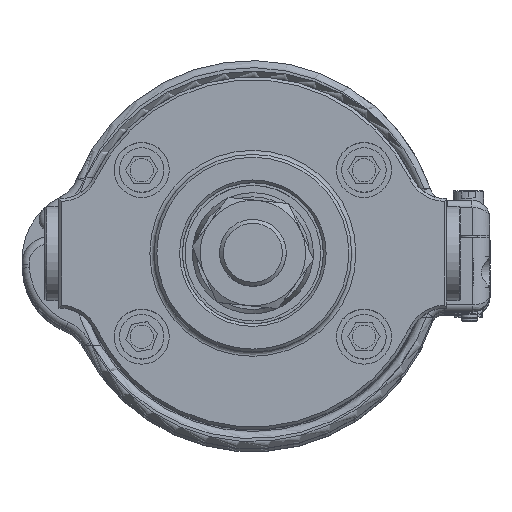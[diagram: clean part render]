
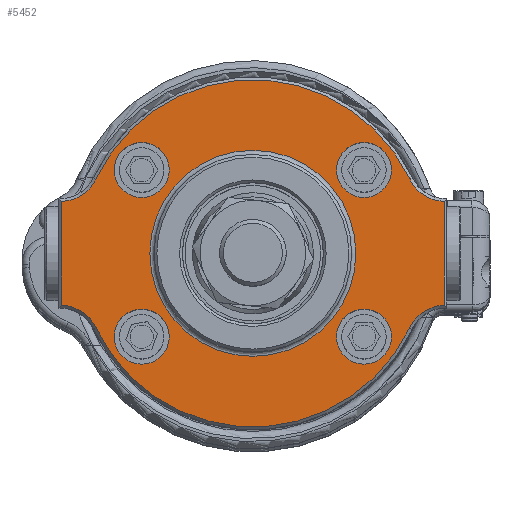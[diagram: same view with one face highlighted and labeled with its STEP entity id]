
A CAD part, top view. The second image highlights one B-rep face of the part: STEP entity #5452.
In plain terms, the highlighted planar face has unit normal (0, 0, 1).
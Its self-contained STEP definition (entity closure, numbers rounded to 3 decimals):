
#213 = DIRECTION ( 'NONE',  ( 0., 1., 0. ) ) ;
#1152 = AXIS2_PLACEMENT_3D ( 'NONE', #14125, #13786, #2284 ) ;
#1183 = VERTEX_POINT ( 'NONE', #15064 ) ;
#1633 = CIRCLE ( 'NONE', #6904, 31.242 ) ;
#1635 = DIRECTION ( 'NONE',  ( 1., 0., 0. ) ) ;
#1851 = CIRCLE ( 'NONE', #8767, 31.242 ) ;
#1903 = CARTESIAN_POINT ( 'NONE',  ( -20., -15., 25.4 ) ) ;
#1939 = ORIENTED_EDGE ( 'NONE', *, *, #5308, .F. ) ;
#1970 = CIRCLE ( 'NONE', #9716, 4.953 ) ;
#1995 = DIRECTION ( 'NONE',  ( 0., 0., -1. ) ) ;
#2023 = EDGE_CURVE ( 'NONE', #5279, #5681, #1633, .T. ) ;
#2035 = CARTESIAN_POINT ( 'NONE',  ( 34.417, 9.338, 25.4 ) ) ;
#2063 = EDGE_CURVE ( 'NONE', #13721, #13721, #8284, .T. ) ;
#2075 = DIRECTION ( 'NONE',  ( 1., 0., 0. ) ) ;
#2284 = DIRECTION ( 'NONE',  ( 1., 0., 0. ) ) ;
#2332 = ORIENTED_EDGE ( 'NONE', *, *, #2063, .F. ) ;
#2368 = FACE_BOUND ( 'NONE', #9031, .T. ) ;
#2448 = DIRECTION ( 'NONE',  ( 0., 0., 1. ) ) ;
#2622 = DIRECTION ( 'NONE',  ( 1., 0., 0. ) ) ;
#2922 = DIRECTION ( 'NONE',  ( 1., 0., 0. ) ) ;
#3063 = CARTESIAN_POINT ( 'NONE',  ( -34.649, -16.447, 25.4 ) ) ;
#3137 = AXIS2_PLACEMENT_3D ( 'NONE', #5159, #7998, #13263 ) ;
#3148 = AXIS2_PLACEMENT_3D ( 'NONE', #5728, #1995, #1635 ) ;
#3294 = VERTEX_POINT ( 'NONE', #6964 ) ;
#3351 = ORIENTED_EDGE ( 'NONE', *, *, #7301, .T. ) ;
#3597 = CARTESIAN_POINT ( 'NONE',  ( 28.224, 13.397, 25.4 ) ) ;
#3848 = VECTOR ( 'NONE', #7983, 1000. ) ;
#4217 = CARTESIAN_POINT ( 'NONE',  ( 0., 0., 25.4 ) ) ;
#4254 = VERTEX_POINT ( 'NONE', #7982 ) ;
#4260 = CIRCLE ( 'NONE', #3148, 7.112 ) ;
#4323 = EDGE_CURVE ( 'NONE', #11539, #11539, #1970, .T. ) ;
#4509 = CARTESIAN_POINT ( 'NONE',  ( 34.417, -9.338, 25.4 ) ) ;
#4614 = DIRECTION ( 'NONE',  ( 1., 0., 0. ) ) ;
#4883 = CARTESIAN_POINT ( 'NONE',  ( -28.224, 13.397, 25.4 ) ) ;
#5113 = EDGE_CURVE ( 'NONE', #14472, #14472, #5882, .T. ) ;
#5159 = CARTESIAN_POINT ( 'NONE',  ( 20., -15., 25.4 ) ) ;
#5241 = CARTESIAN_POINT ( 'NONE',  ( 24.953, 15., 25.4 ) ) ;
#5279 = VERTEX_POINT ( 'NONE', #3597 ) ;
#5283 = ORIENTED_EDGE ( 'NONE', *, *, #2023, .T. ) ;
#5308 = EDGE_CURVE ( 'NONE', #12841, #12841, #16931, .T. ) ;
#5317 = ORIENTED_EDGE ( 'NONE', *, *, #4323, .F. ) ;
#5450 = AXIS2_PLACEMENT_3D ( 'NONE', #5900, #11333, #4614 ) ;
#5452 = ADVANCED_FACE ( 'NONE', ( #16982, #2368, #17064, #9019, #14286, #14464 ), #10406, .T. ) ;
#5501 = EDGE_CURVE ( 'NONE', #1183, #4254, #6457, .T. ) ;
#5681 = VERTEX_POINT ( 'NONE', #4883 ) ;
#5728 = CARTESIAN_POINT ( 'NONE',  ( 34.649, -16.447, 25.4 ) ) ;
#5826 = DIRECTION ( 'NONE',  ( 1., 0., 0. ) ) ;
#5882 = CIRCLE ( 'NONE', #3137, 4.953 ) ;
#5895 = AXIS2_PLACEMENT_3D ( 'NONE', #7708, #2448, #2622 ) ;
#5900 = CARTESIAN_POINT ( 'NONE',  ( 34.649, 16.446, 25.4 ) ) ;
#6285 = CIRCLE ( 'NONE', #5450, 7.112 ) ;
#6355 = CARTESIAN_POINT ( 'NONE',  ( -34.417, -9.843, 25.4 ) ) ;
#6446 = LINE ( 'NONE', #6355, #3848 ) ;
#6457 = CIRCLE ( 'NONE', #9224, 7.112 ) ;
#6739 = EDGE_LOOP ( 'NONE', ( #12711, #3351, #10738, #5283, #11782, #10250, #9937, #9884 ) ) ;
#6821 = LINE ( 'NONE', #13292, #7365 ) ;
#6904 = AXIS2_PLACEMENT_3D ( 'NONE', #9279, #13496, #11941 ) ;
#6964 = CARTESIAN_POINT ( 'NONE',  ( 28.224, -13.397, 25.4 ) ) ;
#7244 = CARTESIAN_POINT ( 'NONE',  ( -15.047, -15., 25.4 ) ) ;
#7301 = EDGE_CURVE ( 'NONE', #7412, #16111, #6821, .T. ) ;
#7365 = VECTOR ( 'NONE', #213, 1000. ) ;
#7412 = VERTEX_POINT ( 'NONE', #4509 ) ;
#7544 = VERTEX_POINT ( 'NONE', #15580 ) ;
#7708 = CARTESIAN_POINT ( 'NONE',  ( 0., 0., 25.4 ) ) ;
#7863 = DIRECTION ( 'NONE',  ( 0., 0., -1. ) ) ;
#7982 = CARTESIAN_POINT ( 'NONE',  ( -28.224, -13.397, 25.4 ) ) ;
#7983 = DIRECTION ( 'NONE',  ( 0., -1., 0. ) ) ;
#7998 = DIRECTION ( 'NONE',  ( 0., 0., 1. ) ) ;
#8152 = CARTESIAN_POINT ( 'NONE',  ( 20., 15., 25.4 ) ) ;
#8284 = CIRCLE ( 'NONE', #16843, 4.953 ) ;
#8767 = AXIS2_PLACEMENT_3D ( 'NONE', #4217, #9659, #2922 ) ;
#8817 = EDGE_LOOP ( 'NONE', ( #1939 ) ) ;
#8902 = CIRCLE ( 'NONE', #9179, 18.542 ) ;
#9019 = FACE_BOUND ( 'NONE', #8817, .T. ) ;
#9031 = EDGE_LOOP ( 'NONE', ( #12432 ) ) ;
#9179 = AXIS2_PLACEMENT_3D ( 'NONE', #12938, #10282, #11244 ) ;
#9224 = AXIS2_PLACEMENT_3D ( 'NONE', #3063, #13597, #16000 ) ;
#9279 = CARTESIAN_POINT ( 'NONE',  ( 0., 0., 25.4 ) ) ;
#9492 = EDGE_CURVE ( 'NONE', #16111, #5279, #6285, .T. ) ;
#9659 = DIRECTION ( 'NONE',  ( 0., 0., 1. ) ) ;
#9716 = AXIS2_PLACEMENT_3D ( 'NONE', #8152, #11197, #5826 ) ;
#9735 = EDGE_CURVE ( 'NONE', #4254, #3294, #1851, .T. ) ;
#9884 = ORIENTED_EDGE ( 'NONE', *, *, #9735, .T. ) ;
#9937 = ORIENTED_EDGE ( 'NONE', *, *, #5501, .T. ) ;
#10037 = EDGE_CURVE ( 'NONE', #13696, #1183, #6446, .T. ) ;
#10250 = ORIENTED_EDGE ( 'NONE', *, *, #10037, .T. ) ;
#10282 = DIRECTION ( 'NONE',  ( 0., 0., -1. ) ) ;
#10406 = PLANE ( 'NONE',  #5895 ) ;
#10738 = ORIENTED_EDGE ( 'NONE', *, *, #9492, .T. ) ;
#11012 = EDGE_LOOP ( 'NONE', ( #12854 ) ) ;
#11069 = EDGE_LOOP ( 'NONE', ( #5317 ) ) ;
#11197 = DIRECTION ( 'NONE',  ( 0., 0., 1. ) ) ;
#11244 = DIRECTION ( 'NONE',  ( 1., 0., 0. ) ) ;
#11256 = EDGE_CURVE ( 'NONE', #3294, #7412, #4260, .T. ) ;
#11333 = DIRECTION ( 'NONE',  ( 0., 0., -1. ) ) ;
#11539 = VERTEX_POINT ( 'NONE', #5241 ) ;
#11747 = CARTESIAN_POINT ( 'NONE',  ( -34.649, 16.446, 25.4 ) ) ;
#11782 = ORIENTED_EDGE ( 'NONE', *, *, #15853, .T. ) ;
#11941 = DIRECTION ( 'NONE',  ( 1., 0., 0. ) ) ;
#12008 = CARTESIAN_POINT ( 'NONE',  ( -34.417, 9.338, 25.4 ) ) ;
#12432 = ORIENTED_EDGE ( 'NONE', *, *, #12809, .T. ) ;
#12711 = ORIENTED_EDGE ( 'NONE', *, *, #11256, .T. ) ;
#12809 = EDGE_CURVE ( 'NONE', #7544, #7544, #8902, .T. ) ;
#12841 = VERTEX_POINT ( 'NONE', #16995 ) ;
#12854 = ORIENTED_EDGE ( 'NONE', *, *, #5113, .F. ) ;
#12938 = CARTESIAN_POINT ( 'NONE',  ( 0., 0., 25.4 ) ) ;
#13086 = CARTESIAN_POINT ( 'NONE',  ( 24.953, -15., 25.4 ) ) ;
#13263 = DIRECTION ( 'NONE',  ( 1., 0., 0. ) ) ;
#13292 = CARTESIAN_POINT ( 'NONE',  ( 34.417, 9.842, 25.4 ) ) ;
#13496 = DIRECTION ( 'NONE',  ( 0., 0., 1. ) ) ;
#13597 = DIRECTION ( 'NONE',  ( 0., 0., -1. ) ) ;
#13696 = VERTEX_POINT ( 'NONE', #12008 ) ;
#13721 = VERTEX_POINT ( 'NONE', #7244 ) ;
#13786 = DIRECTION ( 'NONE',  ( 0., 0., 1. ) ) ;
#13820 = EDGE_LOOP ( 'NONE', ( #2332 ) ) ;
#13828 = AXIS2_PLACEMENT_3D ( 'NONE', #11747, #7863, #14098 ) ;
#14098 = DIRECTION ( 'NONE',  ( 1., 0., 0. ) ) ;
#14125 = CARTESIAN_POINT ( 'NONE',  ( -20., 15., 25.4 ) ) ;
#14286 = FACE_BOUND ( 'NONE', #13820, .T. ) ;
#14464 = FACE_BOUND ( 'NONE', #11012, .T. ) ;
#14472 = VERTEX_POINT ( 'NONE', #13086 ) ;
#15064 = CARTESIAN_POINT ( 'NONE',  ( -34.417, -9.338, 25.4 ) ) ;
#15580 = CARTESIAN_POINT ( 'NONE',  ( 18.542, 0., 25.4 ) ) ;
#15853 = EDGE_CURVE ( 'NONE', #5681, #13696, #16315, .T. ) ;
#16000 = DIRECTION ( 'NONE',  ( 1., 0., 0. ) ) ;
#16111 = VERTEX_POINT ( 'NONE', #2035 ) ;
#16315 = CIRCLE ( 'NONE', #13828, 7.112 ) ;
#16448 = DIRECTION ( 'NONE',  ( 0., 0., 1. ) ) ;
#16843 = AXIS2_PLACEMENT_3D ( 'NONE', #1903, #16448, #2075 ) ;
#16931 = CIRCLE ( 'NONE', #1152, 4.953 ) ;
#16982 = FACE_OUTER_BOUND ( 'NONE', #6739, .T. ) ;
#16995 = CARTESIAN_POINT ( 'NONE',  ( -15.047, 15., 25.4 ) ) ;
#17064 = FACE_BOUND ( 'NONE', #11069, .T. ) ;
